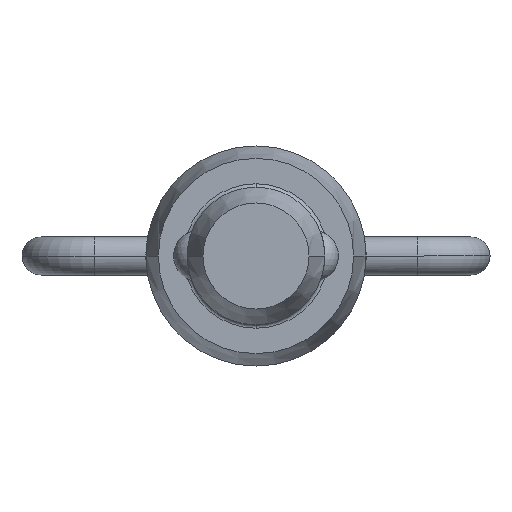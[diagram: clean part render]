
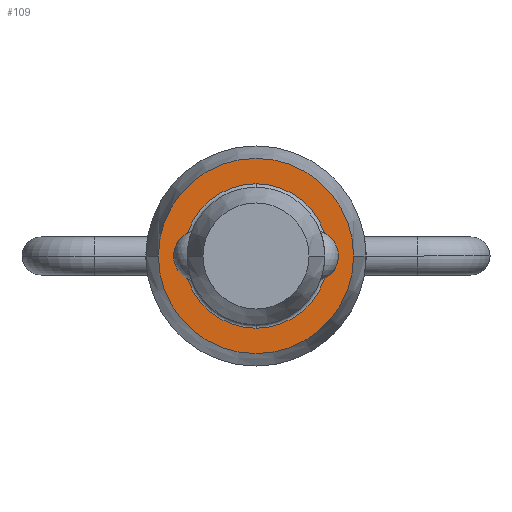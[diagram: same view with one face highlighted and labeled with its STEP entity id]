
A CAD part, front view. The second image highlights one B-rep face of the part: STEP entity #109.
In plain terms, the highlighted planar face has unit normal (0, -1, 0).
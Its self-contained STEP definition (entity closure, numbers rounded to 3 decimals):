
#109=ADVANCED_FACE('',(#231,#232),#233,.T.);
#231=FACE_OUTER_BOUND('',#364,.T.);
#232=FACE_BOUND('',#365,.T.);
#233=PLANE('',#366);
#364=EDGE_LOOP('',(#604,#605));
#365=EDGE_LOOP('',(#606,#607,#608));
#366=AXIS2_PLACEMENT_3D('',#609,#610,#611);
#604=ORIENTED_EDGE('',*,*,#859,.T.);
#605=ORIENTED_EDGE('',*,*,#820,.T.);
#606=ORIENTED_EDGE('',*,*,#886,.T.);
#607=ORIENTED_EDGE('',*,*,#865,.T.);
#608=ORIENTED_EDGE('',*,*,#887,.T.);
#609=CARTESIAN_POINT('',(-5.259,0.0,0.0));
#610=DIRECTION('',(0.,-1.0,0.0));
#611=DIRECTION('',(1.0,0.,0.0));
#820=EDGE_CURVE('',#984,#981,#985,.T.);
#859=EDGE_CURVE('',#981,#984,#1043,.T.);
#865=EDGE_CURVE('',#1046,#1052,#1054,.T.);
#886=EDGE_CURVE('',#1084,#1046,#1085,.T.);
#887=EDGE_CURVE('',#1052,#1084,#1086,.T.);
#981=VERTEX_POINT('',#1190);
#984=VERTEX_POINT('',#1194);
#985=CIRCLE('',#1195,5.632);
#1043=CIRCLE('',#1350,5.632);
#1046=VERTEX_POINT('',#1353);
#1052=VERTEX_POINT('',#1359);
#1054=CIRCLE('',#1361,4.169);
#1084=VERTEX_POINT('',#1411);
#1085=CIRCLE('',#1412,4.169);
#1086=CIRCLE('',#1413,4.169);
#1190=CARTESIAN_POINT('',(-5.632,0.0,0.0));
#1194=CARTESIAN_POINT('',(5.632,0.,0.));
#1195=AXIS2_PLACEMENT_3D('',#1603,#1604,#1605);
#1350=AXIS2_PLACEMENT_3D('',#1650,#1651,#1652);
#1353=CARTESIAN_POINT('',(0.,0.,4.169));
#1359=CARTESIAN_POINT('',(0.,0.,-4.169));
#1361=AXIS2_PLACEMENT_3D('',#1665,#1666,#1667);
#1411=CARTESIAN_POINT('',(-4.169,0.0,0.0));
#1412=AXIS2_PLACEMENT_3D('',#1703,#1704,#1705);
#1413=AXIS2_PLACEMENT_3D('',#1706,#1707,#1708);
#1603=CARTESIAN_POINT('',(0.,0.0,0.));
#1604=DIRECTION('',(0.,-1.0,0.0));
#1605=DIRECTION('',(-1.0,0.,0.0));
#1650=CARTESIAN_POINT('',(0.,0.0,0.));
#1651=DIRECTION('',(0.,-1.0,0.0));
#1652=DIRECTION('',(-1.0,0.,0.0));
#1665=CARTESIAN_POINT('',(0.,0.0,0.0));
#1666=DIRECTION('',(0.,1.0,0.0));
#1667=DIRECTION('',(-1.0,0.,0.0));
#1703=CARTESIAN_POINT('',(0.,0.0,0.0));
#1704=DIRECTION('',(0.,1.0,0.0));
#1705=DIRECTION('',(-1.0,0.,0.0));
#1706=CARTESIAN_POINT('',(0.,0.0,0.0));
#1707=DIRECTION('',(0.,1.0,0.0));
#1708=DIRECTION('',(-1.0,0.,0.0));
